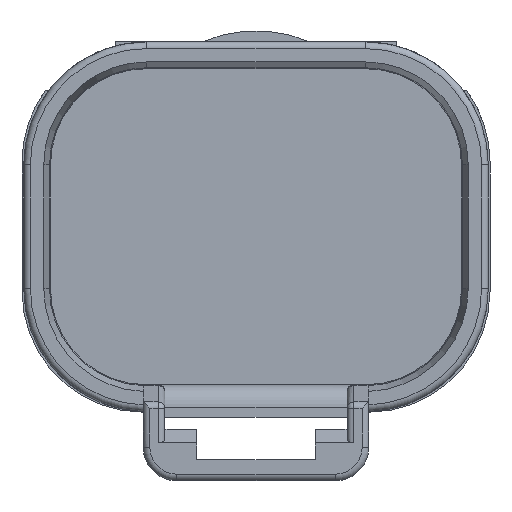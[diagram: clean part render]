
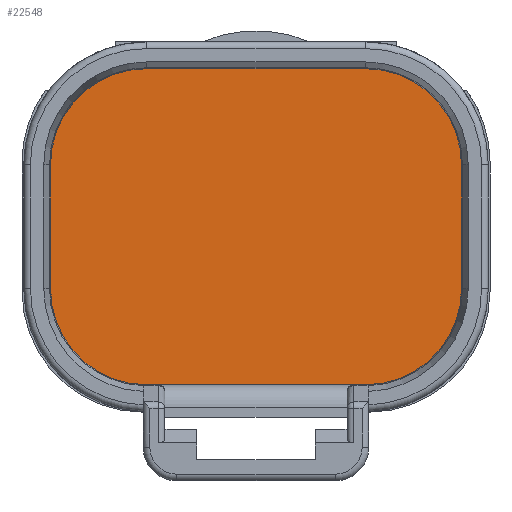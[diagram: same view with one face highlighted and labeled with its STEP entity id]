
A CAD part, front view. The second image highlights one B-rep face of the part: STEP entity #22548.
In plain terms, the highlighted planar face has unit normal (0, -1, 0).
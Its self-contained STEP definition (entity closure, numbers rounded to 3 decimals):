
#6253=CARTESIAN_POINT('',(-4.9,18.1,-2.775));
#6254=DIRECTION('',(0.,-1.,0.));
#6255=DIRECTION('',(-1.,0.,0.));
#6256=AXIS2_PLACEMENT_3D('',#6253,#6254,#6255);
#6258=DIRECTION('',(0.,0.,-1.));
#6259=VECTOR('',#6258,5.55);
#6260=CARTESIAN_POINT('',(-9.2,18.1,2.775));
#6261=LINE('',#6260,#6259);
#6262=CARTESIAN_POINT('',(-4.9,18.1,2.775));
#6263=DIRECTION('',(0.,-1.,0.));
#6264=DIRECTION('',(0.,0.,1.));
#6265=AXIS2_PLACEMENT_3D('',#6262,#6263,#6264);
#6267=DIRECTION('',(-1.,0.,0.));
#6268=VECTOR('',#6267,9.8);
#6269=CARTESIAN_POINT('',(4.9,18.1,7.075));
#6270=LINE('',#6269,#6268);
#6271=CARTESIAN_POINT('',(4.9,18.1,2.775));
#6272=DIRECTION('',(0.,-1.,0.));
#6273=DIRECTION('',(1.,0.,0.));
#6274=AXIS2_PLACEMENT_3D('',#6271,#6272,#6273);
#6276=DIRECTION('',(0.,0.,1.));
#6277=VECTOR('',#6276,5.55);
#6278=CARTESIAN_POINT('',(9.2,18.1,-2.775));
#6279=LINE('',#6278,#6277);
#6280=CARTESIAN_POINT('',(4.9,18.1,-2.775));
#6281=DIRECTION('',(0.,-1.,0.));
#6282=DIRECTION('',(0.,0.,-1.));
#6283=AXIS2_PLACEMENT_3D('',#6280,#6281,#6282);
#6285=DIRECTION('',(1.,0.,0.));
#6286=VECTOR('',#6285,9.8);
#6287=CARTESIAN_POINT('',(-4.9,18.1,-7.075));
#6288=LINE('',#6287,#6286);
#10761=CARTESIAN_POINT('',(-9.2,18.1,-2.775));
#10762=CARTESIAN_POINT('',(-4.9,18.1,-7.075));
#10763=VERTEX_POINT('',#10761);
#10764=VERTEX_POINT('',#10762);
#10765=CARTESIAN_POINT('',(4.9,18.1,-7.075));
#10766=VERTEX_POINT('',#10765);
#10767=CARTESIAN_POINT('',(9.2,18.1,-2.775));
#10768=VERTEX_POINT('',#10767);
#10769=CARTESIAN_POINT('',(9.2,18.1,2.775));
#10770=VERTEX_POINT('',#10769);
#10771=CARTESIAN_POINT('',(4.9,18.1,7.075));
#10772=VERTEX_POINT('',#10771);
#10773=CARTESIAN_POINT('',(-4.9,18.1,7.075));
#10774=VERTEX_POINT('',#10773);
#10775=CARTESIAN_POINT('',(-9.2,18.1,2.775));
#10776=VERTEX_POINT('',#10775);
#22528=CARTESIAN_POINT('',(0.,18.1,0.));
#22529=DIRECTION('',(0.,-1.,0.));
#22530=DIRECTION('',(1.,0.,0.));
#22531=AXIS2_PLACEMENT_3D('',#22528,#22529,#22530);
#22532=PLANE('',#22531);
#22534=ORIENTED_EDGE('',*,*,#22533,.F.);
#22536=ORIENTED_EDGE('',*,*,#22535,.F.);
#22538=ORIENTED_EDGE('',*,*,#22537,.F.);
#22540=ORIENTED_EDGE('',*,*,#22539,.F.);
#22542=ORIENTED_EDGE('',*,*,#22541,.F.);
#22543=ORIENTED_EDGE('',*,*,#22521,.F.);
#22544=ORIENTED_EDGE('',*,*,#22158,.F.);
#22545=ORIENTED_EDGE('',*,*,#22180,.F.);
#22546=EDGE_LOOP('',(#22534,#22536,#22538,#22540,#22542,#22543,#22544,#22545));
#22547=FACE_OUTER_BOUND('',#22546,.F.);
#22548=ADVANCED_FACE('',(#22547),#22532,.T.);
#6257=CIRCLE('',#6256,4.3);
#6266=CIRCLE('',#6265,4.3);
#6275=CIRCLE('',#6274,4.3);
#6284=CIRCLE('',#6283,4.3);
#22158=EDGE_CURVE('',#10766,#10768,#6284,.T.);
#22180=EDGE_CURVE('',#10764,#10766,#6288,.T.);
#22521=EDGE_CURVE('',#10768,#10770,#6279,.T.);
#22533=EDGE_CURVE('',#10763,#10764,#6257,.T.);
#22535=EDGE_CURVE('',#10776,#10763,#6261,.T.);
#22537=EDGE_CURVE('',#10774,#10776,#6266,.T.);
#22539=EDGE_CURVE('',#10772,#10774,#6270,.T.);
#22541=EDGE_CURVE('',#10770,#10772,#6275,.T.);
